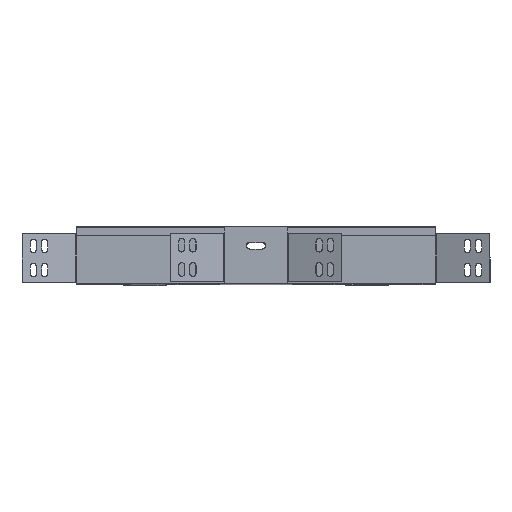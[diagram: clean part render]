
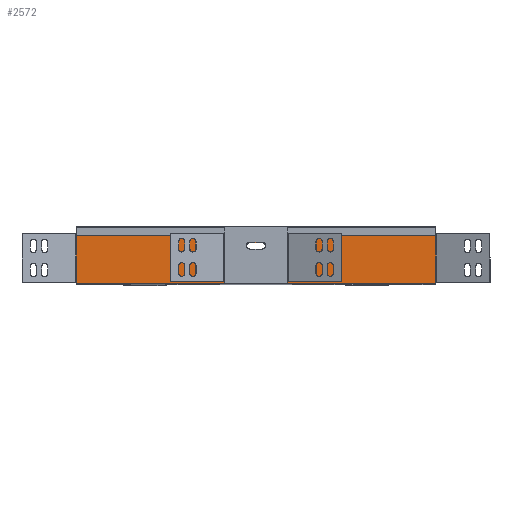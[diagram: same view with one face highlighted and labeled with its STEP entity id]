
A CAD part, top view. The second image highlights one B-rep face of the part: STEP entity #2572.
In plain terms, the highlighted planar face has unit normal (0, 0, 1).
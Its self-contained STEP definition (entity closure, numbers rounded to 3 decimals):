
#8 = CARTESIAN_POINT ( 'NONE',  ( 184.544, 1.044, 0.7 ) ) ;
#10 = DIRECTION ( 'NONE',  ( 0., -1., 0. ) ) ;
#23 = DIRECTION ( 'NONE',  ( 0., 0., 1. ) ) ;
#45 = CARTESIAN_POINT ( 'NONE',  ( 0., 0., 0.7 ) ) ;
#76 = EDGE_CURVE ( 'NONE', #746, #575, #6028, .T. ) ;
#129 = CARTESIAN_POINT ( 'NONE',  ( 184.808, 0.7, 0.7 ) ) ;
#142 = CARTESIAN_POINT ( 'NONE',  ( 0., 58.7, 0.7 ) ) ;
#160 = LINE ( 'NONE', #4064, #4239 ) ;
#219 = EDGE_LOOP ( 'NONE', ( #5468, #5897, #6023, #3161 ) ) ;
#244 = VERTEX_POINT ( 'NONE', #4921 ) ;
#274 = EDGE_CURVE ( 'NONE', #871, #1455, #1059, .T. ) ;
#276 = VECTOR ( 'NONE', #3006, 1000. ) ;
#383 = CARTESIAN_POINT ( 'NONE',  ( 184.808, 2.3, 0.7 ) ) ;
#426 = PLANE ( 'NONE',  #1448 ) ;
#575 = VERTEX_POINT ( 'NONE', #4979 ) ;
#706 = CARTESIAN_POINT ( 'NONE',  ( 6.5, 42.9, 0.7 ) ) ;
#741 = DIRECTION ( 'NONE',  ( 1., 0., 0. ) ) ;
#746 = VERTEX_POINT ( 'NONE', #2790 ) ;
#810 = ORIENTED_EDGE ( 'NONE', *, *, #4467, .F. ) ;
#834 = CARTESIAN_POINT ( 'NONE',  ( -184.808, 58.7, 0.7 ) ) ;
#871 = VERTEX_POINT ( 'NONE', #5668 ) ;
#985 = CARTESIAN_POINT ( 'NONE',  ( -184.808, 2.3, 0.7 ) ) ;
#1029 = LINE ( 'NONE', #129, #2372 ) ;
#1059 = LINE ( 'NONE', #5891, #1186 ) ;
#1081 = EDGE_CURVE ( 'NONE', #1957, #1455, #2390, .T. ) ;
#1186 = VECTOR ( 'NONE', #5498, 1000. ) ;
#1207 = DIRECTION ( 'NONE',  ( 0., 1., 0. ) ) ;
#1228 = CARTESIAN_POINT ( 'NONE',  ( -6.5, 39.4, 0.7 ) ) ;
#1260 = VERTEX_POINT ( 'NONE', #5385 ) ;
#1268 = EDGE_CURVE ( 'NONE', #575, #1289, #1459, .T. ) ;
#1289 = VERTEX_POINT ( 'NONE', #1798 ) ;
#1291 = EDGE_CURVE ( 'NONE', #746, #1260, #1029, .T. ) ;
#1448 = AXIS2_PLACEMENT_3D ( 'NONE', #45, #23, #10 ) ;
#1455 = VERTEX_POINT ( 'NONE', #985 ) ;
#1459 = LINE ( 'NONE', #142, #2214 ) ;
#1462 = AXIS2_PLACEMENT_3D ( 'NONE', #1228, #3143, #4999 ) ;
#1521 = VERTEX_POINT ( 'NONE', #383 ) ;
#1577 = VECTOR ( 'NONE', #4045, 1000. ) ;
#1598 = LINE ( 'NONE', #834, #1900 ) ;
#1607 = VERTEX_POINT ( 'NONE', #4768 ) ;
#1719 = VERTEX_POINT ( 'NONE', #6158 ) ;
#1773 = VECTOR ( 'NONE', #5563, 1000. ) ;
#1784 = ORIENTED_EDGE ( 'NONE', *, *, #4236, .T. ) ;
#1798 = CARTESIAN_POINT ( 'NONE',  ( -184.808, 58.7, 0.7 ) ) ;
#1849 = VERTEX_POINT ( 'NONE', #4065 ) ;
#1851 = AXIS2_PLACEMENT_3D ( 'NONE', #5517, #5502, #5499 ) ;
#1900 = VECTOR ( 'NONE', #1207, 1000. ) ;
#1911 = VERTEX_POINT ( 'NONE', #4723 ) ;
#1925 = EDGE_CURVE ( 'NONE', #871, #6116, #1598, .T. ) ;
#1957 = VERTEX_POINT ( 'NONE', #5745 ) ;
#2078 = CARTESIAN_POINT ( 'NONE',  ( -184.808, 57.7, 0.7 ) ) ;
#2110 = EDGE_CURVE ( 'NONE', #1607, #244, #4788, .T. ) ;
#2118 = ORIENTED_EDGE ( 'NONE', *, *, #2630, .F. ) ;
#2214 = VECTOR ( 'NONE', #2807, 1000. ) ;
#2295 = EDGE_CURVE ( 'NONE', #1521, #1719, #4611, .T. ) ;
#2372 = VECTOR ( 'NONE', #5648, 1000. ) ;
#2384 = EDGE_CURVE ( 'NONE', #244, #1849, #2689, .T. ) ;
#2390 = LINE ( 'NONE', #3972, #1773 ) ;
#2391 = DIRECTION ( 'NONE',  ( 0., 1., 0. ) ) ;
#2511 = DIRECTION ( 'NONE',  ( -1., 0., 0. ) ) ;
#2514 = EDGE_CURVE ( 'NONE', #1911, #1607, #3594, .T. ) ;
#2559 = CARTESIAN_POINT ( 'NONE',  ( 6.5, 35.9, 0.7 ) ) ;
#2572 = ADVANCED_FACE ( 'NONE', ( #5948, #5719 ), #426, .T. ) ;
#2585 = VECTOR ( 'NONE', #5494, 1000. ) ;
#2594 = EDGE_CURVE ( 'NONE', #1849, #1911, #5562, .T. ) ;
#2630 = EDGE_CURVE ( 'NONE', #6116, #1289, #160, .T. ) ;
#2689 = LINE ( 'NONE', #2559, #3290 ) ;
#2699 = CARTESIAN_POINT ( 'NONE',  ( 184.808, 57.7, 0.7 ) ) ;
#2732 = CARTESIAN_POINT ( 'NONE',  ( 184.664, 1.377, 0.7 ) ) ;
#2741 = EDGE_CURVE ( 'NONE', #1260, #1521, #5712, .T. ) ;
#2775 = CARTESIAN_POINT ( 'NONE',  ( -184.544, 1.044, 0.7 ) ) ;
#2779 = CARTESIAN_POINT ( 'NONE',  ( -184.456, 0.7, 0.7 ) ) ;
#2790 = CARTESIAN_POINT ( 'NONE',  ( 184.808, 57.7, 0.7 ) ) ;
#2807 = DIRECTION ( 'NONE',  ( -1., 0., 0. ) ) ;
#2858 = VECTOR ( 'NONE', #741, 1000. ) ;
#3006 = DIRECTION ( 'NONE',  ( -1., 0., 0. ) ) ;
#3143 = DIRECTION ( 'NONE',  ( 0., 0., -1. ) ) ;
#3161 = ORIENTED_EDGE ( 'NONE', *, *, #2514, .T. ) ;
#3196 = CARTESIAN_POINT ( 'NONE',  ( 0., 0.7, 0.7 ) ) ;
#3228 = CARTESIAN_POINT ( 'NONE',  ( -184.495, 0.873, 0.7 ) ) ;
#3290 = VECTOR ( 'NONE', #2511, 1000. ) ;
#3458 = ORIENTED_EDGE ( 'NONE', *, *, #274, .T. ) ;
#3594 = LINE ( 'NONE', #706, #2858 ) ;
#3611 = CARTESIAN_POINT ( 'NONE',  ( 184.495, 0.873, 0.7 ) ) ;
#3680 = ORIENTED_EDGE ( 'NONE', *, *, #1291, .F. ) ;
#3720 = ORIENTED_EDGE ( 'NONE', *, *, #3936, .F. ) ;
#3936 = EDGE_CURVE ( 'NONE', #1719, #4741, #4895, .T. ) ;
#3972 = CARTESIAN_POINT ( 'NONE',  ( -184.808, 58.7, 0.7 ) ) ;
#4022 = DIRECTION ( 'NONE',  ( 0., 1., 0. ) ) ;
#4031 = CARTESIAN_POINT ( 'NONE',  ( 184.808, 0.7, 0.7 ) ) ;
#4045 = DIRECTION ( 'NONE',  ( 0., -1., 0. ) ) ;
#4064 = CARTESIAN_POINT ( 'NONE',  ( -184.808, 0., 0.7 ) ) ;
#4065 = CARTESIAN_POINT ( 'NONE',  ( -6.5, 35.9, 0.7 ) ) ;
#4236 = EDGE_CURVE ( 'NONE', #1957, #4787, #4937, .T. ) ;
#4239 = VECTOR ( 'NONE', #4022, 1000. ) ;
#4467 = EDGE_CURVE ( 'NONE', #4741, #4787, #5096, .T. ) ;
#4555 = CARTESIAN_POINT ( 'NONE',  ( 184.808, 0., 0.7 ) ) ;
#4611 = LINE ( 'NONE', #4031, #1577 ) ;
#4675 = ORIENTED_EDGE ( 'NONE', *, *, #2295, .F. ) ;
#4714 = CARTESIAN_POINT ( 'NONE',  ( -184.456, 0.7, 0.7 ) ) ;
#4723 = CARTESIAN_POINT ( 'NONE',  ( -6.5, 42.9, 0.7 ) ) ;
#4741 = VERTEX_POINT ( 'NONE', #6086 ) ;
#4768 = CARTESIAN_POINT ( 'NONE',  ( 6.5, 42.9, 0.7 ) ) ;
#4787 = VERTEX_POINT ( 'NONE', #4714 ) ;
#4788 = CIRCLE ( 'NONE', #1851, 3.5 ) ;
#4818 = CARTESIAN_POINT ( 'NONE',  ( 184.456, 0.7, 0.7 ) ) ;
#4895 = B_SPLINE_CURVE_WITH_KNOTS ( 'NONE', 3,
 ( #5585, #6016, #2732, #8, #3611, #4818 ),
 .UNSPECIFIED., .F., .F.,
 ( 4, 2, 4 ),
 ( 0.007, 0.007, 0.008 ),
 .UNSPECIFIED. ) ;
#4921 = CARTESIAN_POINT ( 'NONE',  ( 6.5, 35.9, 0.7 ) ) ;
#4937 = B_SPLINE_CURVE_WITH_KNOTS ( 'NONE', 3,
 ( #5122, #6106, #5842, #2775, #3228, #2779 ),
 .UNSPECIFIED., .F., .F.,
 ( 4, 2, 4 ),
 ( 0.007, 0.007, 0.008 ),
 .UNSPECIFIED. ) ;
#4979 = CARTESIAN_POINT ( 'NONE',  ( 184.808, 58.7, 0.7 ) ) ;
#4999 = DIRECTION ( 'NONE',  ( 0., -1., 0. ) ) ;
#5032 = ORIENTED_EDGE ( 'NONE', *, *, #2741, .F. ) ;
#5096 = LINE ( 'NONE', #3196, #276 ) ;
#5122 = CARTESIAN_POINT ( 'NONE',  ( -184.808, 1.7, 0.7 ) ) ;
#5146 = VECTOR ( 'NONE', #2391, 1000. ) ;
#5385 = CARTESIAN_POINT ( 'NONE',  ( 184.808, 52.3, 0.7 ) ) ;
#5468 = ORIENTED_EDGE ( 'NONE', *, *, #2110, .T. ) ;
#5494 = DIRECTION ( 'NONE',  ( 0., -1., 0. ) ) ;
#5498 = DIRECTION ( 'NONE',  ( 0., -1., 0. ) ) ;
#5499 = DIRECTION ( 'NONE',  ( 0., -1., 0. ) ) ;
#5502 = DIRECTION ( 'NONE',  ( 0., 0., -1. ) ) ;
#5517 = CARTESIAN_POINT ( 'NONE',  ( 6.5, 39.4, 0.7 ) ) ;
#5562 = CIRCLE ( 'NONE', #1462, 3.5 ) ;
#5563 = DIRECTION ( 'NONE',  ( 0., 1., 0. ) ) ;
#5585 = CARTESIAN_POINT ( 'NONE',  ( 184.808, 1.7, 0.7 ) ) ;
#5648 = DIRECTION ( 'NONE',  ( 0., -1., 0. ) ) ;
#5668 = CARTESIAN_POINT ( 'NONE',  ( -184.808, 52.3, 0.7 ) ) ;
#5712 = LINE ( 'NONE', #4555, #2585 ) ;
#5719 = FACE_OUTER_BOUND ( 'NONE', #5932, .T. ) ;
#5745 = CARTESIAN_POINT ( 'NONE',  ( -184.808, 1.7, 0.7 ) ) ;
#5815 = ORIENTED_EDGE ( 'NONE', *, *, #1081, .F. ) ;
#5842 = CARTESIAN_POINT ( 'NONE',  ( -184.664, 1.377, 0.7 ) ) ;
#5891 = CARTESIAN_POINT ( 'NONE',  ( -184.808, 0., 0.7 ) ) ;
#5897 = ORIENTED_EDGE ( 'NONE', *, *, #2384, .T. ) ;
#5932 = EDGE_LOOP ( 'NONE', ( #6037, #3458, #5815, #1784, #810, #3720, #4675, #5032, #3680, #6195, #6119, #2118 ) ) ;
#5948 = FACE_BOUND ( 'NONE', #219, .T. ) ;
#6016 = CARTESIAN_POINT ( 'NONE',  ( 184.736, 1.538, 0.7 ) ) ;
#6023 = ORIENTED_EDGE ( 'NONE', *, *, #2594, .T. ) ;
#6028 = LINE ( 'NONE', #2699, #5146 ) ;
#6037 = ORIENTED_EDGE ( 'NONE', *, *, #1925, .F. ) ;
#6086 = CARTESIAN_POINT ( 'NONE',  ( 184.456, 0.7, 0.7 ) ) ;
#6106 = CARTESIAN_POINT ( 'NONE',  ( -184.736, 1.538, 0.7 ) ) ;
#6116 = VERTEX_POINT ( 'NONE', #2078 ) ;
#6119 = ORIENTED_EDGE ( 'NONE', *, *, #1268, .T. ) ;
#6158 = CARTESIAN_POINT ( 'NONE',  ( 184.808, 1.7, 0.7 ) ) ;
#6195 = ORIENTED_EDGE ( 'NONE', *, *, #76, .T. ) ;
